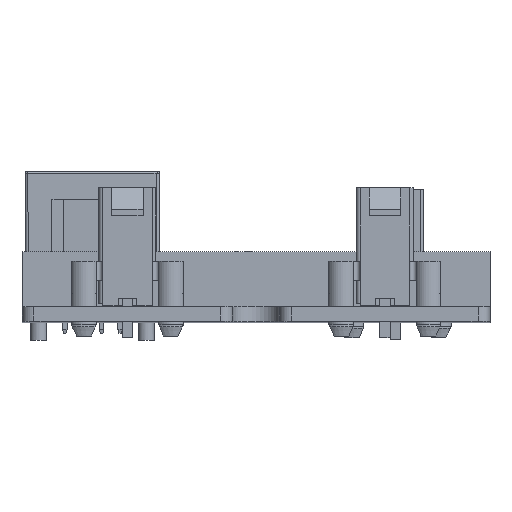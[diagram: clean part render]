
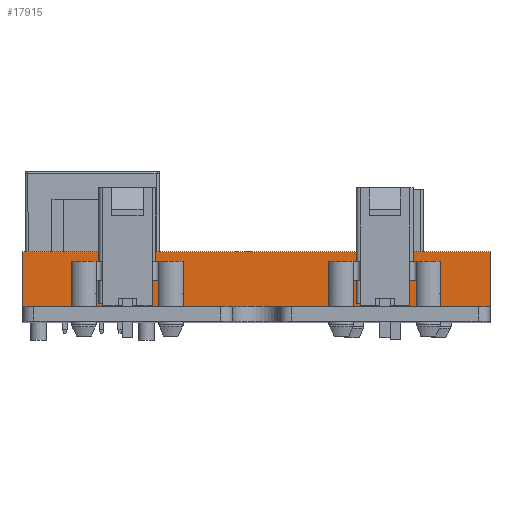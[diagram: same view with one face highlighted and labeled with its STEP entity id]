
A CAD part, top view. The second image highlights one B-rep face of the part: STEP entity #17915.
In plain terms, the highlighted planar face has unit normal (0, 0, 1).
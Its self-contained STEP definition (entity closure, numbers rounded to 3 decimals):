
#1028=PLANE('',#19474);
#2028=FACE_OUTER_BOUND('',#3104,.T.);
#3104=EDGE_LOOP('',(#16618,#16619,#16620,#16621));
#4937=LINE('',#37322,#6774);
#4938=LINE('',#37325,#6775);
#4939=LINE('',#37327,#6776);
#4940=LINE('',#37328,#6777);
#6774=VECTOR('',#24380,10.);
#6775=VECTOR('',#24383,10.);
#6776=VECTOR('',#24384,10.);
#6777=VECTOR('',#24385,10.);
#8924=VERTEX_POINT('',#37318);
#8925=VERTEX_POINT('',#37320);
#8926=VERTEX_POINT('',#37324);
#8927=VERTEX_POINT('',#37326);
#11493=EDGE_CURVE('',#8924,#8925,#4937,.T.);
#11494=EDGE_CURVE('',#8924,#8926,#4938,.T.);
#11495=EDGE_CURVE('',#8927,#8925,#4939,.T.);
#11496=EDGE_CURVE('',#8926,#8927,#4940,.T.);
#16618=ORIENTED_EDGE('',*,*,#11494,.F.);
#16619=ORIENTED_EDGE('',*,*,#11493,.T.);
#16620=ORIENTED_EDGE('',*,*,#11495,.F.);
#16621=ORIENTED_EDGE('',*,*,#11496,.F.);
#17915=ADVANCED_FACE('',(#2028),#1028,.T.);
#19474=AXIS2_PLACEMENT_3D('',#37323,#24381,#24382);
#24380=DIRECTION('',(0.,1.,0.));
#24381=DIRECTION('center_axis',(0.,0.,1.));
#24382=DIRECTION('ref_axis',(1.,0.,0.));
#24383=DIRECTION('',(-1.,0.,0.));
#24384=DIRECTION('',(1.,0.,0.));
#24385=DIRECTION('',(0.,1.,0.));
#37318=CARTESIAN_POINT('',(33.781,1.6,29.441));
#37320=CARTESIAN_POINT('',(33.781,7.6,29.441));
#37322=CARTESIAN_POINT('',(33.781,1.6,29.441));
#37323=CARTESIAN_POINT('Origin',(-17.019,1.6,29.441));
#37324=CARTESIAN_POINT('',(-17.019,1.6,29.441));
#37325=CARTESIAN_POINT('',(33.781,1.6,29.441));
#37326=CARTESIAN_POINT('',(-17.019,7.6,29.441));
#37327=CARTESIAN_POINT('',(33.781,7.6,29.441));
#37328=CARTESIAN_POINT('',(-17.019,1.6,29.441));
